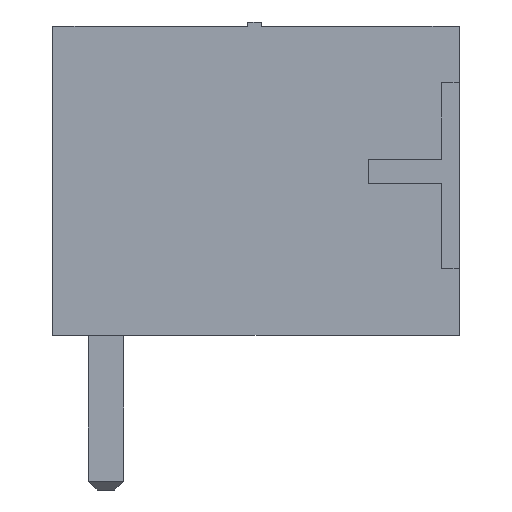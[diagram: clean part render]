
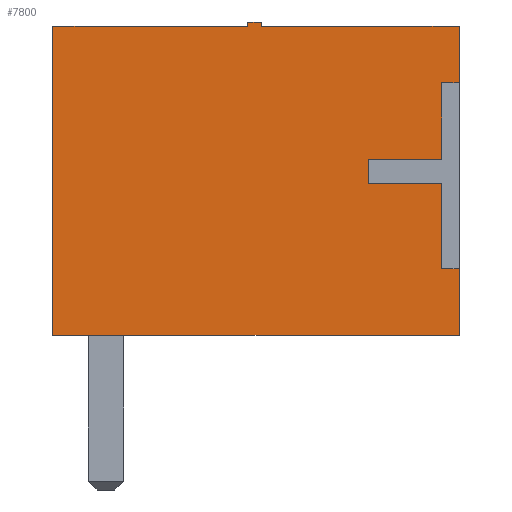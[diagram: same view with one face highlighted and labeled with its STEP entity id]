
A CAD part, left-side view. The second image highlights one B-rep face of the part: STEP entity #7800.
In plain terms, the highlighted planar face has unit normal (-1, 0, 0).
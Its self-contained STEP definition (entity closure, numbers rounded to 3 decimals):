
#222 = ORIENTED_EDGE ( 'NONE', *, *, #15254, .F. ) ;
#437 = CARTESIAN_POINT ( 'NONE',  ( -4.405, -3.522, 7.1 ) ) ;
#508 = LINE ( 'NONE', #3905, #5368 ) ;
#695 = VERTEX_POINT ( 'NONE', #5295 ) ;
#1181 = ORIENTED_EDGE ( 'NONE', *, *, #11403, .F. ) ;
#1426 = CARTESIAN_POINT ( 'NONE',  ( -4.405, -7.608, 3.992 ) ) ;
#1474 = LINE ( 'NONE', #13510, #8391 ) ;
#1838 = LINE ( 'NONE', #12556, #15090 ) ;
#1971 = VERTEX_POINT ( 'NONE', #4860 ) ;
#2200 = ORIENTED_EDGE ( 'NONE', *, *, #5194, .F. ) ;
#2214 = CARTESIAN_POINT ( 'NONE',  ( -4.405, -3.213, 7. ) ) ;
#2261 = CARTESIAN_POINT ( 'NONE',  ( -4.405, -8., 7. ) ) ;
#2302 = DIRECTION ( 'NONE',  ( 0., 0., -1. ) ) ;
#2468 = ORIENTED_EDGE ( 'NONE', *, *, #18254, .T. ) ;
#2552 = CARTESIAN_POINT ( 'NONE',  ( -4.405, 1.2, 7. ) ) ;
#2871 = ORIENTED_EDGE ( 'NONE', *, *, #6553, .F. ) ;
#2907 = VECTOR ( 'NONE', #13027, 1000. ) ;
#3001 = CARTESIAN_POINT ( 'NONE',  ( -4.405, -7.608, 1.507 ) ) ;
#3205 = EDGE_CURVE ( 'NONE', #11165, #18374, #8435, .T. ) ;
#3299 = ORIENTED_EDGE ( 'NONE', *, *, #16958, .F. ) ;
#3337 = ORIENTED_EDGE ( 'NONE', *, *, #12184, .T. ) ;
#3379 = ORIENTED_EDGE ( 'NONE', *, *, #7386, .F. ) ;
#3749 = CARTESIAN_POINT ( 'NONE',  ( -4.405, -7.608, 3.992 ) ) ;
#3810 = DIRECTION ( 'NONE',  ( 0., 1., 0. ) ) ;
#3831 = VECTOR ( 'NONE', #7743, 1000. ) ;
#3905 = CARTESIAN_POINT ( 'NONE',  ( -4.405, -8., 5.723 ) ) ;
#4072 = LINE ( 'NONE', #19061, #10630 ) ;
#4675 = CARTESIAN_POINT ( 'NONE',  ( -4.405, -7.608, 3.445 ) ) ;
#4725 = VECTOR ( 'NONE', #8550, 1000. ) ;
#4853 = DIRECTION ( 'NONE',  ( 0., 0., -1. ) ) ;
#4860 = CARTESIAN_POINT ( 'NONE',  ( -4.405, -3.522, 7.1 ) ) ;
#5010 = ORIENTED_EDGE ( 'NONE', *, *, #18531, .F. ) ;
#5020 = FACE_OUTER_BOUND ( 'NONE', #11820, .T. ) ;
#5131 = CARTESIAN_POINT ( 'NONE',  ( -4.405, -7.608, 3.992 ) ) ;
#5194 = EDGE_CURVE ( 'NONE', #8981, #14231, #4072, .T. ) ;
#5285 = DIRECTION ( 'NONE',  ( 0., 0., -1. ) ) ;
#5295 = CARTESIAN_POINT ( 'NONE',  ( -4.405, 1.2, 7. ) ) ;
#5368 = VECTOR ( 'NONE', #3810, 1000. ) ;
#5635 = LINE ( 'NONE', #16165, #2907 ) ;
#6050 = VERTEX_POINT ( 'NONE', #19592 ) ;
#6161 = VECTOR ( 'NONE', #18715, 1000. ) ;
#6220 = CARTESIAN_POINT ( 'NONE',  ( -4.405, -8., 1.507 ) ) ;
#6516 = CARTESIAN_POINT ( 'NONE',  ( -4.405, 1.2, 0. ) ) ;
#6553 = EDGE_CURVE ( 'NONE', #695, #18035, #10483, .T. ) ;
#7386 = EDGE_CURVE ( 'NONE', #13744, #14159, #12559, .T. ) ;
#7731 = CARTESIAN_POINT ( 'NONE',  ( -4.405, -5.937, 3.992 ) ) ;
#7743 = DIRECTION ( 'NONE',  ( 0., 1., 0. ) ) ;
#7762 = DIRECTION ( 'NONE',  ( 0., -1., 0. ) ) ;
#7800 = ADVANCED_FACE ( 'NONE', ( #5020 ), #12834, .F. ) ;
#8036 = EDGE_CURVE ( 'NONE', #14159, #10134, #13532, .T. ) ;
#8391 = VECTOR ( 'NONE', #18159, 1000. ) ;
#8435 = LINE ( 'NONE', #5131, #17912 ) ;
#8550 = DIRECTION ( 'NONE',  ( 0., 0., -1. ) ) ;
#8981 = VERTEX_POINT ( 'NONE', #15185 ) ;
#9262 = DIRECTION ( 'NONE',  ( 0., 0., -1. ) ) ;
#9490 = VECTOR ( 'NONE', #12029, 1000. ) ;
#10031 = ORIENTED_EDGE ( 'NONE', *, *, #8036, .F. ) ;
#10113 = ORIENTED_EDGE ( 'NONE', *, *, #3205, .F. ) ;
#10134 = VERTEX_POINT ( 'NONE', #11746 ) ;
#10249 = ORIENTED_EDGE ( 'NONE', *, *, #11291, .F. ) ;
#10483 = LINE ( 'NONE', #2552, #10683 ) ;
#10630 = VECTOR ( 'NONE', #5285, 1000. ) ;
#10683 = VECTOR ( 'NONE', #18032, 1000. ) ;
#10815 = DIRECTION ( 'NONE',  ( 0., -1., 0. ) ) ;
#11163 = CARTESIAN_POINT ( 'NONE',  ( -4.405, -3.213, 7.1 ) ) ;
#11165 = VERTEX_POINT ( 'NONE', #14825 ) ;
#11241 = CARTESIAN_POINT ( 'NONE',  ( -4.405, 1.2, 7. ) ) ;
#11291 = EDGE_CURVE ( 'NONE', #19483, #13744, #19683, .T. ) ;
#11378 = VECTOR ( 'NONE', #4853, 1000. ) ;
#11403 = EDGE_CURVE ( 'NONE', #10134, #18825, #14502, .T. ) ;
#11746 = CARTESIAN_POINT ( 'NONE',  ( -4.405, -8., 1.507 ) ) ;
#11820 = EDGE_LOOP ( 'NONE', ( #10031, #3379, #10249, #222, #3299, #10113, #18251, #2200, #17376, #5010, #17278, #3337, #2871, #2468, #18308, #1181 ) ) ;
#12029 = DIRECTION ( 'NONE',  ( 0., -1., 0. ) ) ;
#12115 = VECTOR ( 'NONE', #14177, 1000. ) ;
#12184 = EDGE_CURVE ( 'NONE', #17669, #18035, #18801, .T. ) ;
#12546 = VERTEX_POINT ( 'NONE', #7731 ) ;
#12556 = CARTESIAN_POINT ( 'NONE',  ( -4.405, 1.2, 7. ) ) ;
#12559 = LINE ( 'NONE', #13862, #11378 ) ;
#12762 = CARTESIAN_POINT ( 'NONE',  ( -4.405, 1.2, 0. ) ) ;
#12834 = PLANE ( 'NONE',  #15228 ) ;
#13027 = DIRECTION ( 'NONE',  ( 0., -1., 0. ) ) ;
#13183 = DIRECTION ( 'NONE',  ( 0., 0., -1. ) ) ;
#13510 = CARTESIAN_POINT ( 'NONE',  ( -4.405, 1.2, 7. ) ) ;
#13532 = LINE ( 'NONE', #6220, #9490 ) ;
#13744 = VERTEX_POINT ( 'NONE', #14610 ) ;
#13862 = CARTESIAN_POINT ( 'NONE',  ( -4.405, -7.608, 1.507 ) ) ;
#14050 = DIRECTION ( 'NONE',  ( 0., 0., -1. ) ) ;
#14151 = DIRECTION ( 'NONE',  ( 1., 0., 0. ) ) ;
#14159 = VERTEX_POINT ( 'NONE', #3001 ) ;
#14177 = DIRECTION ( 'NONE',  ( 0., -1., 0. ) ) ;
#14231 = VERTEX_POINT ( 'NONE', #17357 ) ;
#14383 = LINE ( 'NONE', #12762, #12115 ) ;
#14502 = LINE ( 'NONE', #2261, #19458 ) ;
#14610 = CARTESIAN_POINT ( 'NONE',  ( -4.405, -7.608, 3.445 ) ) ;
#14825 = CARTESIAN_POINT ( 'NONE',  ( -4.405, -7.608, 5.723 ) ) ;
#15090 = VECTOR ( 'NONE', #7762, 1000. ) ;
#15185 = CARTESIAN_POINT ( 'NONE',  ( -4.405, -8., 7. ) ) ;
#15228 = AXIS2_PLACEMENT_3D ( 'NONE', #11241, #14151, #14050 ) ;
#15254 = EDGE_CURVE ( 'NONE', #12546, #19483, #18604, .T. ) ;
#15451 = EDGE_CURVE ( 'NONE', #14231, #11165, #508, .T. ) ;
#15591 = LINE ( 'NONE', #437, #6161 ) ;
#15793 = CARTESIAN_POINT ( 'NONE',  ( -4.405, -3.213, 7.1 ) ) ;
#15949 = VECTOR ( 'NONE', #9262, 1000. ) ;
#16165 = CARTESIAN_POINT ( 'NONE',  ( -4.405, -3.213, 7.1 ) ) ;
#16472 = CARTESIAN_POINT ( 'NONE',  ( -4.405, -8., 0. ) ) ;
#16555 = VECTOR ( 'NONE', #10815, 1000. ) ;
#16787 = EDGE_CURVE ( 'NONE', #19726, #18825, #14383, .T. ) ;
#16958 = EDGE_CURVE ( 'NONE', #18374, #12546, #18401, .T. ) ;
#17081 = CARTESIAN_POINT ( 'NONE',  ( -4.405, -5.937, 3.445 ) ) ;
#17278 = ORIENTED_EDGE ( 'NONE', *, *, #18778, .F. ) ;
#17357 = CARTESIAN_POINT ( 'NONE',  ( -4.405, -8., 5.723 ) ) ;
#17376 = ORIENTED_EDGE ( 'NONE', *, *, #17678, .F. ) ;
#17669 = VERTEX_POINT ( 'NONE', #15793 ) ;
#17678 = EDGE_CURVE ( 'NONE', #6050, #8981, #1838, .T. ) ;
#17912 = VECTOR ( 'NONE', #2302, 1000. ) ;
#18032 = DIRECTION ( 'NONE',  ( 0., -1., 0. ) ) ;
#18035 = VERTEX_POINT ( 'NONE', #2214 ) ;
#18159 = DIRECTION ( 'NONE',  ( 0., 0., -1. ) ) ;
#18251 = ORIENTED_EDGE ( 'NONE', *, *, #15451, .F. ) ;
#18254 = EDGE_CURVE ( 'NONE', #695, #19726, #1474, .T. ) ;
#18308 = ORIENTED_EDGE ( 'NONE', *, *, #16787, .T. ) ;
#18374 = VERTEX_POINT ( 'NONE', #3749 ) ;
#18401 = LINE ( 'NONE', #1426, #3831 ) ;
#18531 = EDGE_CURVE ( 'NONE', #1971, #6050, #15591, .T. ) ;
#18604 = LINE ( 'NONE', #17081, #15949 ) ;
#18715 = DIRECTION ( 'NONE',  ( 0., 0., -1. ) ) ;
#18778 = EDGE_CURVE ( 'NONE', #17669, #1971, #5635, .T. ) ;
#18801 = LINE ( 'NONE', #11163, #4725 ) ;
#18825 = VERTEX_POINT ( 'NONE', #16472 ) ;
#19061 = CARTESIAN_POINT ( 'NONE',  ( -4.405, -8., 7. ) ) ;
#19298 = CARTESIAN_POINT ( 'NONE',  ( -4.405, -5.937, 3.445 ) ) ;
#19458 = VECTOR ( 'NONE', #13183, 1000. ) ;
#19483 = VERTEX_POINT ( 'NONE', #19298 ) ;
#19592 = CARTESIAN_POINT ( 'NONE',  ( -4.405, -3.522, 7. ) ) ;
#19683 = LINE ( 'NONE', #4675, #16555 ) ;
#19726 = VERTEX_POINT ( 'NONE', #6516 ) ;
